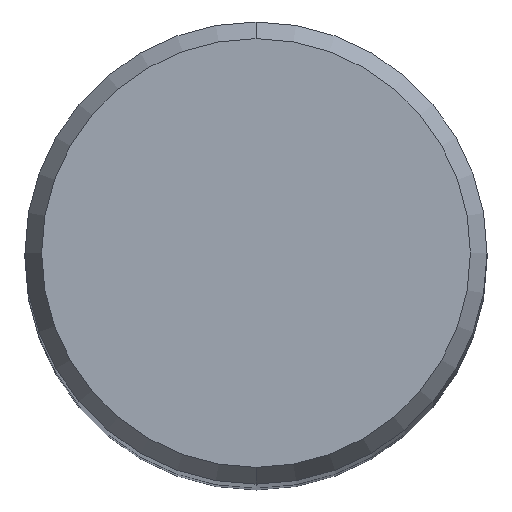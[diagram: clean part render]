
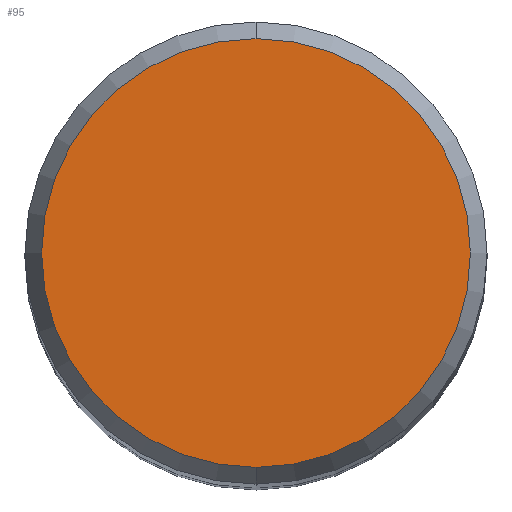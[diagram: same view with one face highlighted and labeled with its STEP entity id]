
A CAD part, top view. The second image highlights one B-rep face of the part: STEP entity #95.
In plain terms, the highlighted planar face has unit normal (0, 0, 1).
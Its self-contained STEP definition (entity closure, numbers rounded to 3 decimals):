
#95=ADVANCED_FACE('',(#208),#209,.T.);
#109=EDGE_CURVE('',#169,#147,#225,.T.);
#111=EDGE_CURVE('',#147,#169,#227,.T.);
#147=VERTEX_POINT('',#267);
#169=VERTEX_POINT('',#292);
#208=FACE_OUTER_BOUND('',#331,.T.);
#209=PLANE('',#332);
#225=CIRCLE('',#352,8.837);
#227=CIRCLE('',#355,8.837);
#267=CARTESIAN_POINT('',(0.,-8.837,0.0));
#292=CARTESIAN_POINT('',(0.0,8.837,0.0));
#331=EDGE_LOOP('',(#461,#462));
#332=AXIS2_PLACEMENT_3D('',#463,#464,#465);
#352=AXIS2_PLACEMENT_3D('',#489,#490,#491);
#355=AXIS2_PLACEMENT_3D('',#492,#493,#494);
#461=ORIENTED_EDGE('',*,*,#109,.F.);
#462=ORIENTED_EDGE('',*,*,#111,.F.);
#463=CARTESIAN_POINT('',(0.0,4.419,0.0));
#464=DIRECTION('',(-0.0,0.0,1.0));
#465=DIRECTION('',(0.0,-1.0,0.0));
#489=CARTESIAN_POINT('',(0.0,0.0,0.0));
#490=DIRECTION('',(0.0,0.0,-1.0));
#491=DIRECTION('',(0.0,1.0,0.0));
#492=CARTESIAN_POINT('',(0.0,0.0,0.0));
#493=DIRECTION('',(0.0,0.0,-1.0));
#494=DIRECTION('',(0.0,1.0,0.0));
